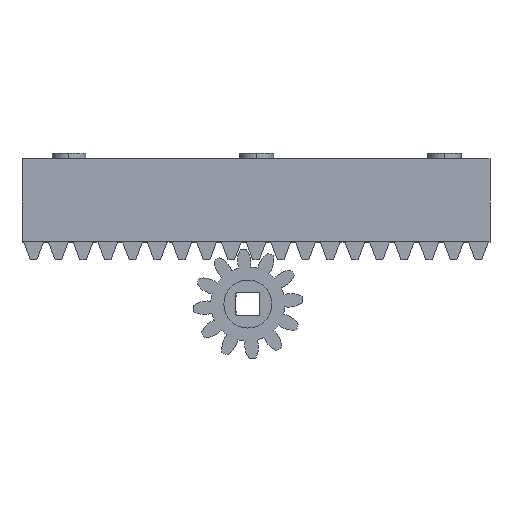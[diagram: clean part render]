
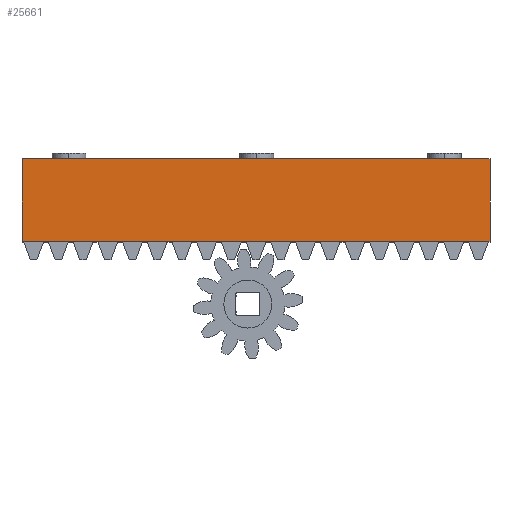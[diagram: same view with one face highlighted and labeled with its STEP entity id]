
A CAD part, front view. The second image highlights one B-rep face of the part: STEP entity #25661.
In plain terms, the highlighted planar face has unit normal (0, -1, 0).
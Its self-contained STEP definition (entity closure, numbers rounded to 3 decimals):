
#12366 = CARTESIAN_POINT ( 'NONE',  ( -31.55, -4.9, 10.25 ) ) ;
#12368 = DIRECTION ( 'NONE',  ( 1., 0., 0. ) ) ;
#12369 = VECTOR ( 'NONE', #12368, 1000. ) ;
#12370 = CARTESIAN_POINT ( 'NONE',  ( 0., -4.9, 10.25 ) ) ;
#12371 = LINE ( 'NONE', #12370, #12369 ) ;
#12421 = DIRECTION ( 'NONE',  ( 0., 0., 1. ) ) ;
#12422 = DIRECTION ( 'NONE',  ( 0., 1., 0. ) ) ;
#12423 = CARTESIAN_POINT ( 'NONE',  ( 0., -4.9, 0. ) ) ;
#12424 = AXIS2_PLACEMENT_3D ( 'NONE', #12423, #12422, #12421 ) ;
#12425 = PLANE ( 'NONE',  #12424 ) ;
#12426 = FACE_OUTER_BOUND ( 'NONE', #25659, .T. ) ;
#12427 = DIRECTION ( 'NONE',  ( -1., 0., 0. ) ) ;
#12428 = VECTOR ( 'NONE', #12427, 1000. ) ;
#12429 = CARTESIAN_POINT ( 'NONE',  ( 0., -4.9, -0.9 ) ) ;
#12430 = LINE ( 'NONE', #12429, #12428 ) ;
#12437 = DIRECTION ( 'NONE',  ( 0., 0., 1. ) ) ;
#12438 = VECTOR ( 'NONE', #12437, 1000. ) ;
#12439 = CARTESIAN_POINT ( 'NONE',  ( -31.55, -4.9, 0. ) ) ;
#12440 = LINE ( 'NONE', #12439, #12438 ) ;
#12441 = DIRECTION ( 'NONE',  ( 0., 0., -1. ) ) ;
#12442 = VECTOR ( 'NONE', #12441, 1000. ) ;
#12443 = CARTESIAN_POINT ( 'NONE',  ( 31.75, -4.9, 0. ) ) ;
#12444 = LINE ( 'NONE', #12443, #12442 ) ;
#12445 = CARTESIAN_POINT ( 'NONE',  ( -31.55, -4.9, -0.9 ) ) ;
#12446 = CARTESIAN_POINT ( 'NONE',  ( 31.75, -4.9, 10.25 ) ) ;
#12447 = CARTESIAN_POINT ( 'NONE',  ( 31.75, -4.9, -0.9 ) ) ;
#25615 = EDGE_CURVE ( 'NONE', #25620, #25648, #12371, .T. ) ;
#25620 = VERTEX_POINT ( 'NONE', #12366 ) ;
#25647 = VERTEX_POINT ( 'NONE', #12447 ) ;
#25648 = VERTEX_POINT ( 'NONE', #12446 ) ;
#25649 = VERTEX_POINT ( 'NONE', #12445 ) ;
#25650 = EDGE_CURVE ( 'NONE', #25648, #25647, #12444, .T. ) ;
#25652 = EDGE_CURVE ( 'NONE', #25649, #25620, #12440, .T. ) ;
#25658 = EDGE_CURVE ( 'NONE', #25647, #25649, #12430, .T. ) ;
#25659 = EDGE_LOOP ( 'NONE', ( #25671, #25663, #25660, #25677 ) ) ;
#25660 = ORIENTED_EDGE ( 'NONE', *, *, #25615, .F. ) ;
#25661 = ADVANCED_FACE ( 'NONE', ( #12426 ), #12425, .F. ) ;
#25663 = ORIENTED_EDGE ( 'NONE', *, *, #25650, .F. ) ;
#25671 = ORIENTED_EDGE ( 'NONE', *, *, #25658, .F. ) ;
#25677 = ORIENTED_EDGE ( 'NONE', *, *, #25652, .F. ) ;
